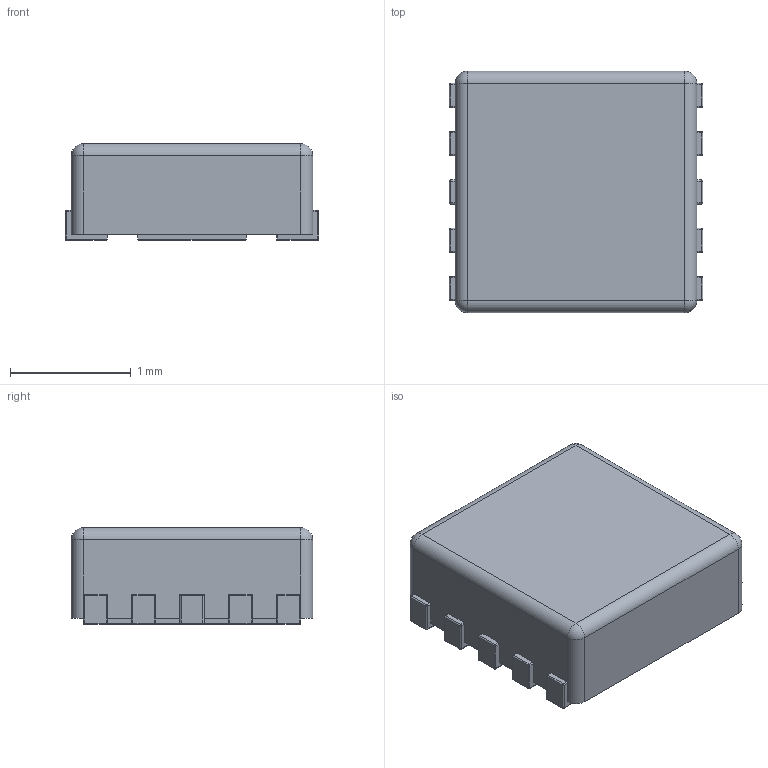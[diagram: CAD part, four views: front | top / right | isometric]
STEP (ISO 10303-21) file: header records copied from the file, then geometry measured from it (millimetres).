
FILE_DESCRIPTION(/* description */ (''),/* implementation_level */ '2;1');
FILE_NAME(/* name */ 'WSON-10_GI.step',/* time_stamp */ '2016-04-02T14:04:09-07:00',/* author */ (''),/* organization */ (''),/* preprocessor_version */ 'ST-DEVELOPER v16.2',/* originating_system */ 'Autodesk Translation Framework v4.3.0.3010',/* authorisation */ '');
FILE_SCHEMA (('AUTOMOTIVE_DESIGN { 1 0 10303 214 3 1 1 }'));
Length unit declared in the file: centimetre
Products named in the file (2): WSON-10 v3; Package Body
Assembly tree (1 placements, depth 2):
  WSON-10 v3
    Package Body
Bounding box: 2.1 x 2 x 0.8 mm (x, y, z)
Volume: 3.1 mm3; surface area: 19.3 mm2
Topology: 12 solids, 12 shells, 256 faces, 522 edges, 290 vertices
Faces by surface type: cylinder 111, plane 92, sphere 53
Entity records: 6576 total; most frequent: DIRECTION 1247, CARTESIAN_POINT 1071, ORIENTED_EDGE 1044, EDGE_CURVE 522, AXIS2_PLACEMENT_3D 466, LINE 315, VECTOR 315, VERTEX_POINT 290
